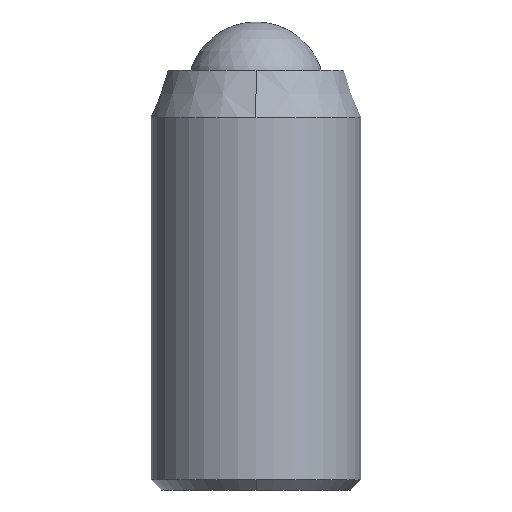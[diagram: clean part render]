
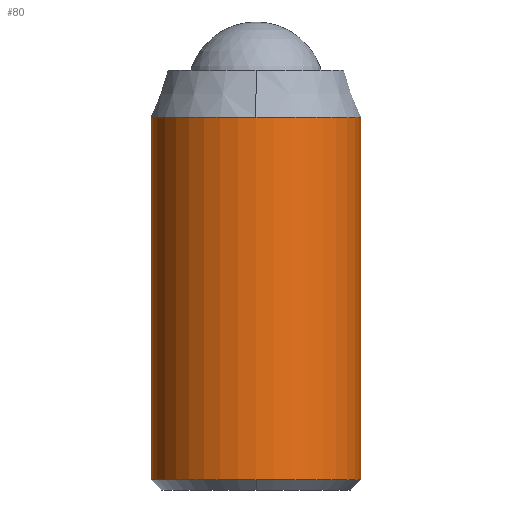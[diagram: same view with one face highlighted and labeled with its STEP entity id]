
A CAD part, front view. The second image highlights one B-rep face of the part: STEP entity #80.
In plain terms, the highlighted cylindrical face has radius 5 mm (diameter 10 mm), a partial arc.
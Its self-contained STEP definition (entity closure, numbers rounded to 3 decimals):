
#80=ADVANCED_FACE('',(#154),#155,.T.);
#154=FACE_OUTER_BOUND('',#235,.T.);
#155=CYLINDRICAL_SURFACE('',#236,5.0);
#235=EDGE_LOOP('',(#347,#348,#349,#350,#351,#352));
#236=AXIS2_PLACEMENT_3D('',#353,#354,#355);
#347=ORIENTED_EDGE('',*,*,#429,.T.);
#348=ORIENTED_EDGE('',*,*,#439,.T.);
#349=ORIENTED_EDGE('',*,*,#461,.T.);
#350=ORIENTED_EDGE('',*,*,#432,.T.);
#351=ORIENTED_EDGE('',*,*,#444,.T.);
#352=ORIENTED_EDGE('',*,*,#458,.T.);
#353=CARTESIAN_POINT('',(0.0,0.0,10.0));
#354=DIRECTION('',(0.0,0.0,1.0));
#355=DIRECTION('',(1.0,0.0,0.0));
#429=EDGE_CURVE('',#488,#489,#490,.T.);
#432=EDGE_CURVE('',#495,#493,#496,.T.);
#439=EDGE_CURVE('',#489,#505,#507,.T.);
#444=EDGE_CURVE('',#493,#513,#515,.T.);
#458=EDGE_CURVE('',#513,#488,#534,.T.);
#461=EDGE_CURVE('',#505,#495,#537,.T.);
#488=VERTEX_POINT('',#574);
#489=VERTEX_POINT('',#575);
#490=LINE('',#576,#577);
#493=VERTEX_POINT('',#580);
#495=VERTEX_POINT('',#582);
#496=LINE('',#583,#584);
#505=VERTEX_POINT('',#594);
#507=CIRCLE('',#597,5.0);
#513=VERTEX_POINT('',#604);
#515=CIRCLE('',#607,5.0);
#534=CIRCLE('',#630,5.0);
#537=CIRCLE('',#633,5.0);
#574=CARTESIAN_POINT('',(5.0,0.,0.5));
#575=CARTESIAN_POINT('',(5.0,0.,17.75));
#576=CARTESIAN_POINT('',(5.0,0.,10.0));
#577=VECTOR('',#671,1.0);
#580=CARTESIAN_POINT('',(-5.0,0.,0.5));
#582=CARTESIAN_POINT('',(-5.0,0.,17.75));
#583=CARTESIAN_POINT('',(-5.0,0.,10.0));
#584=VECTOR('',#678,1.0);
#594=CARTESIAN_POINT('',(0.,-5.0,17.75));
#597=AXIS2_PLACEMENT_3D('',#690,#691,#692);
#604=CARTESIAN_POINT('',(0.,-5.0,0.5));
#607=AXIS2_PLACEMENT_3D('',#698,#699,#700);
#630=AXIS2_PLACEMENT_3D('',#717,#718,#719);
#633=AXIS2_PLACEMENT_3D('',#723,#724,#725);
#671=DIRECTION('',(0.0,0.0,1.0));
#678=DIRECTION('',(-0.0,-0.0,-1.0));
#690=CARTESIAN_POINT('',(0.0,0.0,17.75));
#691=DIRECTION('',(0.,0.0,-1.0));
#692=DIRECTION('',(1.0,0.0,0.));
#698=CARTESIAN_POINT('',(0.0,0.0,0.5));
#699=DIRECTION('',(0.,0.0,1.0));
#700=DIRECTION('',(1.0,0.0,0.));
#717=CARTESIAN_POINT('',(0.0,0.0,0.5));
#718=DIRECTION('',(0.,0.0,1.0));
#719=DIRECTION('',(1.0,0.0,0.));
#723=CARTESIAN_POINT('',(0.0,0.0,17.75));
#724=DIRECTION('',(0.,0.0,-1.0));
#725=DIRECTION('',(1.0,0.0,0.));
